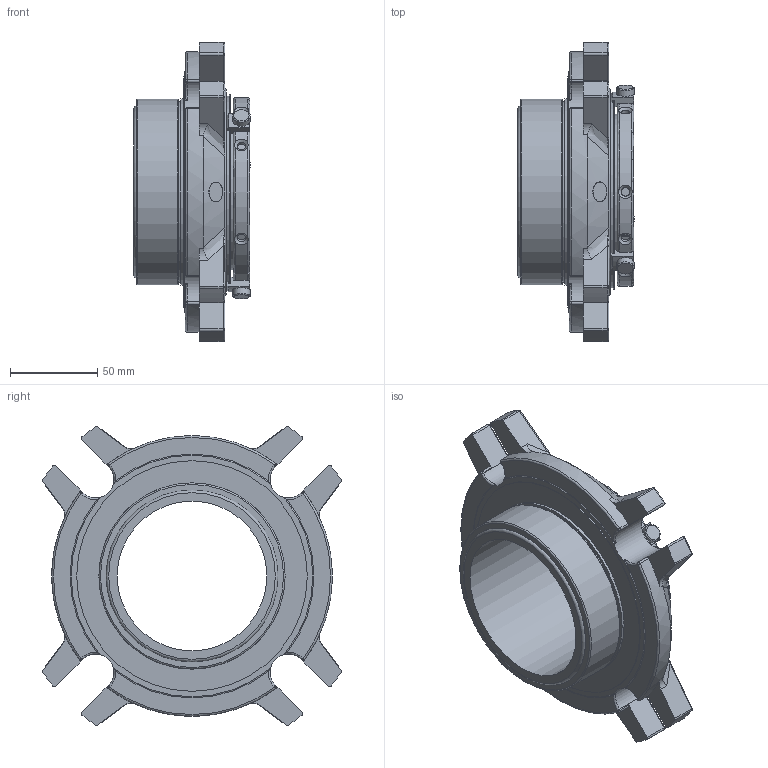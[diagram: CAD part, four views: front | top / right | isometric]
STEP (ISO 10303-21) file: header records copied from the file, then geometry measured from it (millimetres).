
FILE_DESCRIPTION(/* description */ ('Unknown'),/* implementation_level */ '2;1');
FILE_NAME(/* name */ '3.375',/* time_stamp */ '2023-04-04T09:37:45+01:00',/* author */ ('Unknown'),/* organization */ ('Unknown'),/* preprocessor_version */ 'ST-DEVELOPER v18.102',/* originating_system */ 'Solid Edge',/* authorisation */ 'Unknown');
FILE_SCHEMA (('AUTOMOTIVE_DESIGN {1 0 10303 214 3 1 1}'));
Length unit declared in the file: millimetre
Products named in the file (1): 3.375
Bounding box: 66.59 x 171.19 x 171.19 mm (x, y, z)
Volume: 463499.6 mm3; surface area: 88126 mm2
Topology: 1 solids, 1 shells, 555 faces, 1485 edges, 901 vertices
Faces by surface type: cylinder 222, plane 153, torus 70, sphere 40, bspline 39, cone 31
Full cylindrical faces by diameter (mm): 2.979 x1, 5 x8, 6 x3, 10 x3, 11.252 x3, 85.725 x1, 88.875 x1, 98.4 x1, 103.378 x1, 106.35 x1, 106.68 x1, 109.855 x1, 111.379 x1, 132 x1
Entity records: 21372 total; most frequent: CARTESIAN_POINT 4401, DIRECTION 2763, ORIENTED_EDGE 2718, EDGE_CURVE 1359, AXIS2_PLACEMENT_3D 1123, VERTEX_POINT 858, EDGE_LOOP 645, FACE_BOUND 645
